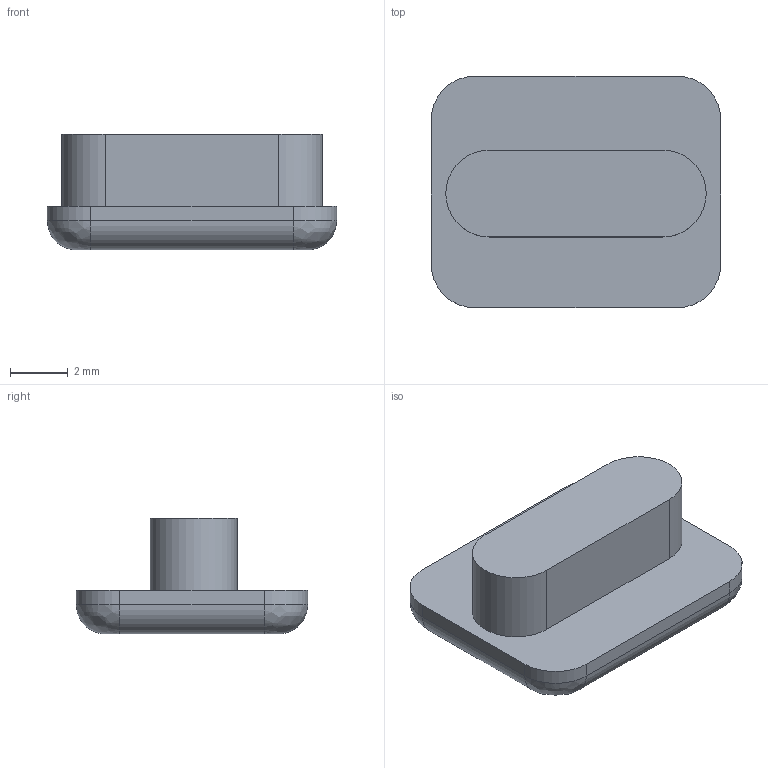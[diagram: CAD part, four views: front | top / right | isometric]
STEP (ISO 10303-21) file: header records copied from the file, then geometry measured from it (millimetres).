
FILE_DESCRIPTION(/* description */ (''),/* implementation_level */ '2;1');
FILE_NAME(/* name */ '0f2df43c-ae8c-4e47-a7d0-0129374d6d6e.stp',/* time_stamp */ '2022-06-13T04:35:34Z',/* author */ (''),/* organization */ (''),/* preprocessor_version */ 'ST-DEVELOPER v19',/* originating_system */ 'Autodesk Translation Framework v11.7.0.108',/* authorisation */ '');
FILE_SCHEMA (('AUTOMOTIVE_DESIGN { 1 0 10303 214 3 1 1 }'));
Length unit declared in the file: millimetre
Products named in the file (1): SQUARE_8mm_FEET
Bounding box: 10 x 8 x 4 mm (x, y, z)
Volume: 171 mm3; surface area: 247.3 mm2
Topology: 1 solids, 1 shells, 30 faces, 66 edges, 40 vertices
Faces by surface type: cylinder 13, plane 9, bspline 4, torus 2, sphere 2
Entity records: 884 total; most frequent: CARTESIAN_POINT 169, DIRECTION 154, ORIENTED_EDGE 132, EDGE_CURVE 66, AXIS2_PLACEMENT_3D 61, VERTEX_POINT 40, CIRCLE 34, EDGE_LOOP 32
